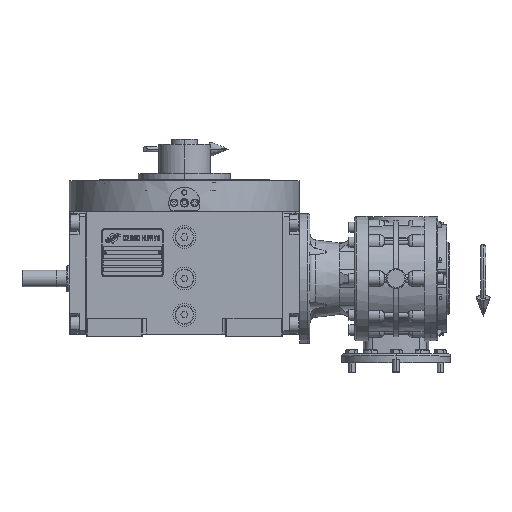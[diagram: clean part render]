
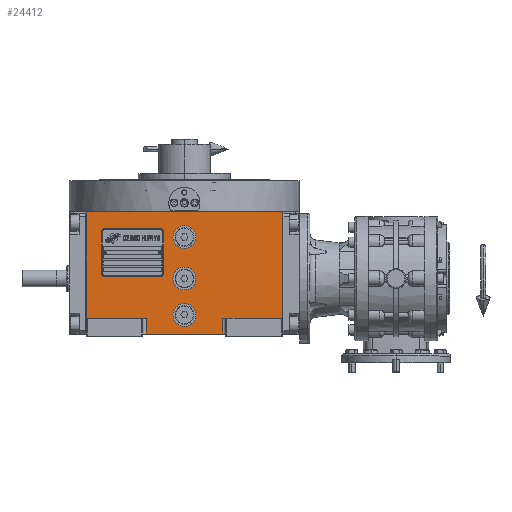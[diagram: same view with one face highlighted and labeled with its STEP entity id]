
A CAD part, top view. The second image highlights one B-rep face of the part: STEP entity #24412.
In plain terms, the highlighted planar face has unit normal (0, 0, 1).
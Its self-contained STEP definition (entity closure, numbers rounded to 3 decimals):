
#2118 = CARTESIAN_POINT ( 'NONE',  ( 94.5, -38.5, 163.5 ) ) ;
#3975 = CIRCLE ( 'NONE', #74622, 11. ) ;
#4248 = EDGE_CURVE ( 'NONE', #92577, #69846, #72615, .T. ) ;
#5002 = DIRECTION ( 'NONE',  ( 1., 0., 0. ) ) ;
#5143 = DIRECTION ( 'NONE',  ( 1., 0., 0. ) ) ;
#5187 = DIRECTION ( 'NONE',  ( 1., 0., 0. ) ) ;
#5612 = CARTESIAN_POINT ( 'NONE',  ( 11., 40., 163.5 ) ) ;
#8854 = AXIS2_PLACEMENT_3D ( 'NONE', #116543, #79242, #31209 ) ;
#9648 = VECTOR ( 'NONE', #72014, 1000. ) ;
#9662 = VERTEX_POINT ( 'NONE', #66483 ) ;
#13265 = ORIENTED_EDGE ( 'NONE', *, *, #90345, .T. ) ;
#14399 = EDGE_CURVE ( 'NONE', #97674, #21223, #113047, .T. ) ;
#14526 = VERTEX_POINT ( 'NONE', #41552 ) ;
#15691 = CARTESIAN_POINT ( 'NONE',  ( 0., -35., 163.5 ) ) ;
#15940 = EDGE_CURVE ( 'NONE', #92577, #97674, #109994, .T. ) ;
#16809 = DIRECTION ( 'NONE',  ( -1., 0., 0. ) ) ;
#17007 = DIRECTION ( 'NONE',  ( 1., 0., 0. ) ) ;
#17422 = VERTEX_POINT ( 'NONE', #108174 ) ;
#20104 = AXIS2_PLACEMENT_3D ( 'NONE', #29945, #59025, #117152 ) ;
#20477 = FACE_BOUND ( 'NONE', #57205, .T. ) ;
#21223 = VERTEX_POINT ( 'NONE', #63389 ) ;
#21807 = ORIENTED_EDGE ( 'NONE', *, *, #35673, .T. ) ;
#23400 = DIRECTION ( 'NONE',  ( 0., 1., 0. ) ) ;
#24134 = LINE ( 'NONE', #62678, #27082 ) ;
#24412 = ADVANCED_FACE ( 'NONE', ( #116525, #20477, #50797, #31189 ), #97573, .T. ) ;
#24633 = CARTESIAN_POINT ( 'NONE',  ( -94.5, -38.5, 163.5 ) ) ;
#25809 = DIRECTION ( 'NONE',  ( 0., 0., 1. ) ) ;
#26468 = CARTESIAN_POINT ( 'NONE',  ( -94.5, -38.5, 163.5 ) ) ;
#27082 = VECTOR ( 'NONE', #5187, 1000. ) ;
#27414 = VERTEX_POINT ( 'NONE', #92000 ) ;
#27781 = EDGE_CURVE ( 'NONE', #95861, #17422, #71460, .T. ) ;
#29032 = DIRECTION ( 'NONE',  ( -1., 0., 0. ) ) ;
#29389 = CARTESIAN_POINT ( 'NONE',  ( 11., -35., 163.5 ) ) ;
#29945 = CARTESIAN_POINT ( 'NONE',  ( -94.5, -53.5, 163.5 ) ) ;
#30199 = CARTESIAN_POINT ( 'NONE',  ( 37., -38.5, 163.5 ) ) ;
#30508 = CIRCLE ( 'NONE', #95129, 11. ) ;
#31189 = FACE_OUTER_BOUND ( 'NONE', #116934, .T. ) ;
#31209 = DIRECTION ( 'NONE',  ( 1., 0., 0. ) ) ;
#34038 = AXIS2_PLACEMENT_3D ( 'NONE', #48618, #106775, #29032 ) ;
#35023 = VERTEX_POINT ( 'NONE', #67812 ) ;
#35673 = EDGE_CURVE ( 'NONE', #44311, #14526, #53056, .T. ) ;
#36641 = ORIENTED_EDGE ( 'NONE', *, *, #56711, .F. ) ;
#36997 = DIRECTION ( 'NONE',  ( 0., 0., 1. ) ) ;
#37356 = AXIS2_PLACEMENT_3D ( 'NONE', #81607, #54420, #5143 ) ;
#37379 = CARTESIAN_POINT ( 'NONE',  ( -37., -53.5, 163.5 ) ) ;
#38922 = ORIENTED_EDGE ( 'NONE', *, *, #4248, .T. ) ;
#39039 = AXIS2_PLACEMENT_3D ( 'NONE', #77588, #104819, #49166 ) ;
#41552 = CARTESIAN_POINT ( 'NONE',  ( 94.5, -38.5, 163.5 ) ) ;
#44311 = VERTEX_POINT ( 'NONE', #30199 ) ;
#44465 = ORIENTED_EDGE ( 'NONE', *, *, #74664, .F. ) ;
#46484 = CARTESIAN_POINT ( 'NONE',  ( 0., 40., 163.5 ) ) ;
#46512 = VECTOR ( 'NONE', #5002, 1000. ) ;
#48565 = CARTESIAN_POINT ( 'NONE',  ( -11., 40., 163.5 ) ) ;
#48618 = CARTESIAN_POINT ( 'NONE',  ( 0., 0., 163.5 ) ) ;
#49166 = DIRECTION ( 'NONE',  ( 1., 0., 0. ) ) ;
#50797 = FACE_BOUND ( 'NONE', #124688, .T. ) ;
#53016 = DIRECTION ( 'NONE',  ( -1., 0., 0. ) ) ;
#53056 = LINE ( 'NONE', #89131, #9648 ) ;
#54420 = DIRECTION ( 'NONE',  ( 0., 0., 1. ) ) ;
#54429 = VERTEX_POINT ( 'NONE', #5612 ) ;
#56534 = CIRCLE ( 'NONE', #34038, 11. ) ;
#56711 = EDGE_CURVE ( 'NONE', #35023, #69846, #106894, .T. ) ;
#57191 = ORIENTED_EDGE ( 'NONE', *, *, #58270, .F. ) ;
#57205 = EDGE_LOOP ( 'NONE', ( #78105, #62454 ) ) ;
#58073 = LINE ( 'NONE', #86509, #92952 ) ;
#58270 = EDGE_CURVE ( 'NONE', #27414, #113882, #56534, .T. ) ;
#59025 = DIRECTION ( 'NONE',  ( 0., 0., 1. ) ) ;
#62454 = ORIENTED_EDGE ( 'NONE', *, *, #118196, .F. ) ;
#62678 = CARTESIAN_POINT ( 'NONE',  ( -37., -53.5, 163.5 ) ) ;
#63389 = CARTESIAN_POINT ( 'NONE',  ( 94.5, 64.5, 163.5 ) ) ;
#66483 = CARTESIAN_POINT ( 'NONE',  ( 37., -53.5, 163.5 ) ) ;
#67120 = EDGE_CURVE ( 'NONE', #113882, #27414, #99999, .T. ) ;
#67812 = CARTESIAN_POINT ( 'NONE',  ( -37., -53.5, 163.5 ) ) ;
#69846 = VERTEX_POINT ( 'NONE', #109778 ) ;
#71460 = CIRCLE ( 'NONE', #8854, 11. ) ;
#72014 = DIRECTION ( 'NONE',  ( 1., 0., 0. ) ) ;
#72615 = LINE ( 'NONE', #26468, #46512 ) ;
#73570 = EDGE_LOOP ( 'NONE', ( #124605, #57191 ) ) ;
#74622 = AXIS2_PLACEMENT_3D ( 'NONE', #46484, #36997, #16809 ) ;
#74664 = EDGE_CURVE ( 'NONE', #44311, #9662, #58073, .T. ) ;
#76884 = ORIENTED_EDGE ( 'NONE', *, *, #117011, .F. ) ;
#77588 = CARTESIAN_POINT ( 'NONE',  ( 0., 40., 163.5 ) ) ;
#77966 = LINE ( 'NONE', #2118, #108378 ) ;
#78105 = ORIENTED_EDGE ( 'NONE', *, *, #27781, .F. ) ;
#78359 = VECTOR ( 'NONE', #78418, 1000. ) ;
#78418 = DIRECTION ( 'NONE',  ( 0., 1., 0. ) ) ;
#79242 = DIRECTION ( 'NONE',  ( 0., 0., 1. ) ) ;
#80434 = DIRECTION ( 'NONE',  ( 0., 1., 0. ) ) ;
#80687 = VECTOR ( 'NONE', #17007, 1000. ) ;
#81607 = CARTESIAN_POINT ( 'NONE',  ( 0., 0., 163.5 ) ) ;
#85850 = CARTESIAN_POINT ( 'NONE',  ( -94.5, 64.5, 163.5 ) ) ;
#86509 = CARTESIAN_POINT ( 'NONE',  ( 37., -38.5, 163.5 ) ) ;
#86880 = CARTESIAN_POINT ( 'NONE',  ( -94.5, -38.5, 163.5 ) ) ;
#87418 = ORIENTED_EDGE ( 'NONE', *, *, #14399, .F. ) ;
#89131 = CARTESIAN_POINT ( 'NONE',  ( 37., -38.5, 163.5 ) ) ;
#90345 = EDGE_CURVE ( 'NONE', #14526, #21223, #77966, .T. ) ;
#92000 = CARTESIAN_POINT ( 'NONE',  ( -11., 0., 163.5 ) ) ;
#92577 = VERTEX_POINT ( 'NONE', #86880 ) ;
#92952 = VECTOR ( 'NONE', #97263, 1000. ) ;
#95129 = AXIS2_PLACEMENT_3D ( 'NONE', #15691, #25809, #53016 ) ;
#95701 = ORIENTED_EDGE ( 'NONE', *, *, #15940, .F. ) ;
#95861 = VERTEX_POINT ( 'NONE', #29389 ) ;
#97263 = DIRECTION ( 'NONE',  ( 0., -1., 0. ) ) ;
#97573 = PLANE ( 'NONE',  #20104 ) ;
#97674 = VERTEX_POINT ( 'NONE', #101625 ) ;
#99562 = ORIENTED_EDGE ( 'NONE', *, *, #103133, .T. ) ;
#99999 = CIRCLE ( 'NONE', #37356, 11. ) ;
#101133 = ORIENTED_EDGE ( 'NONE', *, *, #106466, .F. ) ;
#101625 = CARTESIAN_POINT ( 'NONE',  ( -94.5, 64.5, 163.5 ) ) ;
#103133 = EDGE_CURVE ( 'NONE', #35023, #9662, #24134, .T. ) ;
#104819 = DIRECTION ( 'NONE',  ( 0., 0., 1. ) ) ;
#105628 = CIRCLE ( 'NONE', #39039, 11. ) ;
#106466 = EDGE_CURVE ( 'NONE', #54429, #120359, #105628, .T. ) ;
#106775 = DIRECTION ( 'NONE',  ( 0., 0., 1. ) ) ;
#106894 = LINE ( 'NONE', #37379, #78359 ) ;
#108174 = CARTESIAN_POINT ( 'NONE',  ( -11., -35., 163.5 ) ) ;
#108378 = VECTOR ( 'NONE', #80434, 1000. ) ;
#109778 = CARTESIAN_POINT ( 'NONE',  ( -37., -38.5, 163.5 ) ) ;
#109994 = LINE ( 'NONE', #24633, #120704 ) ;
#113047 = LINE ( 'NONE', #85850, #80687 ) ;
#113882 = VERTEX_POINT ( 'NONE', #122915 ) ;
#116525 = FACE_BOUND ( 'NONE', #73570, .T. ) ;
#116543 = CARTESIAN_POINT ( 'NONE',  ( 0., -35., 163.5 ) ) ;
#116934 = EDGE_LOOP ( 'NONE', ( #99562, #44465, #21807, #13265, #87418, #95701, #38922, #36641 ) ) ;
#117011 = EDGE_CURVE ( 'NONE', #120359, #54429, #3975, .T. ) ;
#117152 = DIRECTION ( 'NONE',  ( 1., 0., 0. ) ) ;
#118196 = EDGE_CURVE ( 'NONE', #17422, #95861, #30508, .T. ) ;
#120359 = VERTEX_POINT ( 'NONE', #48565 ) ;
#120704 = VECTOR ( 'NONE', #23400, 1000. ) ;
#122915 = CARTESIAN_POINT ( 'NONE',  ( 11., 0., 163.5 ) ) ;
#124605 = ORIENTED_EDGE ( 'NONE', *, *, #67120, .F. ) ;
#124688 = EDGE_LOOP ( 'NONE', ( #101133, #76884 ) ) ;
